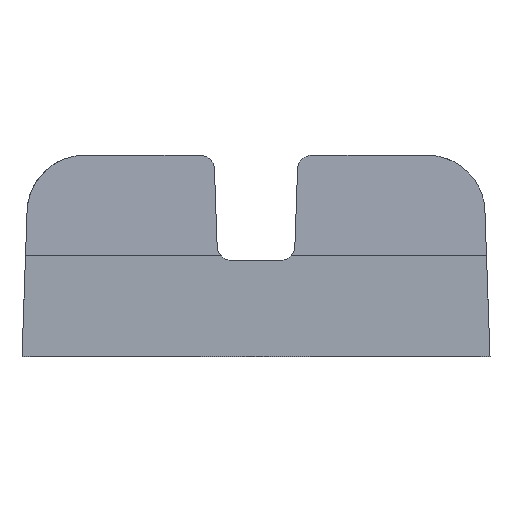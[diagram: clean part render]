
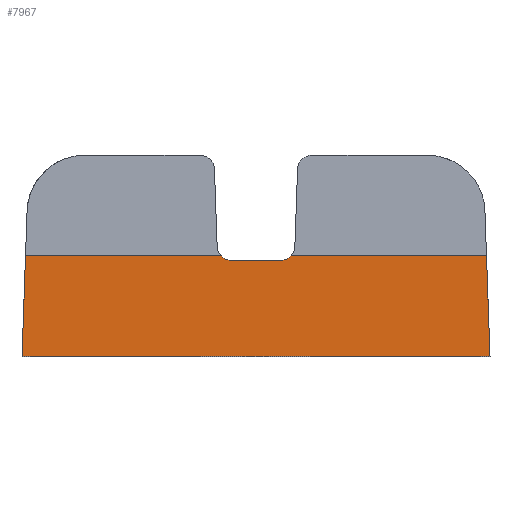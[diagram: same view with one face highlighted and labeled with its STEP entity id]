
A CAD part, top view. The second image highlights one B-rep face of the part: STEP entity #7967.
In plain terms, the highlighted planar face has unit normal (0, 0, 1).
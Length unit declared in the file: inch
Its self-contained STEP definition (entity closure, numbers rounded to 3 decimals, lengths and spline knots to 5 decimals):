
#774 = DIRECTION ( 'NONE',  ( -1., 0., 0. ) ) ;
#2235 = VECTOR ( 'NONE', #2343, 39.37008 ) ;
#2343 = DIRECTION ( 'NONE',  ( 1., 0., 0. ) ) ;
#5567 = ORIENTED_EDGE ( 'NONE', *, *, #60377, .T. ) ;
#6484 = PLANE ( 'NONE',  #47090 ) ;
#7967 = ADVANCED_FACE ( 'NONE', ( #27370 ), #6484, .T. ) ;
#8851 = VECTOR ( 'NONE', #45664, 39.37008 ) ;
#8977 = DIRECTION ( 'NONE',  ( 0., 0., -1. ) ) ;
#10344 = LINE ( 'NONE', #56414, #26317 ) ;
#10985 = LINE ( 'NONE', #11408, #8851 ) ;
#11036 = CARTESIAN_POINT ( 'NONE',  ( 1.50213, 0.655, 0.425 ) ) ;
#11408 = CARTESIAN_POINT ( 'NONE',  ( -1.525, 0., 0.425 ) ) ;
#15369 = CARTESIAN_POINT ( 'NONE',  ( -1.50213, 0.655, 0.425 ) ) ;
#17357 = VECTOR ( 'NONE', #50621, 39.37008 ) ;
#18903 = ORIENTED_EDGE ( 'NONE', *, *, #29556, .T. ) ;
#19556 = AXIS2_PLACEMENT_3D ( 'NONE', #82477, #41585, #774 ) ;
#23371 = VECTOR ( 'NONE', #32428, 39.37008 ) ;
#24360 = EDGE_CURVE ( 'NONE', #87394, #74467, #55643, .T. ) ;
#24555 = CARTESIAN_POINT ( 'NONE',  ( -1.525, 0., 0.425 ) ) ;
#26317 = VECTOR ( 'NONE', #83872, 39.37008 ) ;
#27370 = FACE_OUTER_BOUND ( 'NONE', #69432, .T. ) ;
#27952 = CARTESIAN_POINT ( 'NONE',  ( -0.2286, 0.655, 0.425 ) ) ;
#28093 = EDGE_CURVE ( 'NONE', #76651, #42150, #10344, .T. ) ;
#29556 = EDGE_CURVE ( 'NONE', #31713, #72818, #56594, .T. ) ;
#31713 = VERTEX_POINT ( 'NONE', #24555 ) ;
#32428 = DIRECTION ( 'NONE',  ( -0.035, 0.999, 0. ) ) ;
#32452 = AXIS2_PLACEMENT_3D ( 'NONE', #49823, #8977, #56649 ) ;
#36258 = CARTESIAN_POINT ( 'NONE',  ( 0.16019, 0.625, 0.425 ) ) ;
#39556 = ORIENTED_EDGE ( 'NONE', *, *, #61187, .T. ) ;
#40699 = DIRECTION ( 'NONE',  ( 0., 0., 1. ) ) ;
#41435 = LINE ( 'NONE', #73544, #23371 ) ;
#41585 = DIRECTION ( 'NONE',  ( 0., 0., -1. ) ) ;
#42150 = VERTEX_POINT ( 'NONE', #27952 ) ;
#43078 = ORIENTED_EDGE ( 'NONE', *, *, #76349, .T. ) ;
#43537 = EDGE_CURVE ( 'NONE', #69690, #42150, #57687, .T. ) ;
#45219 = CARTESIAN_POINT ( 'NONE',  ( 1.11712, 0.655, 0.425 ) ) ;
#45664 = DIRECTION ( 'NONE',  ( -0.035, -0.999, 0. ) ) ;
#47090 = AXIS2_PLACEMENT_3D ( 'NONE', #81533, #40699, #88441 ) ;
#49823 = CARTESIAN_POINT ( 'NONE',  ( -0.16019, 0.718, 0.425 ) ) ;
#50398 = ORIENTED_EDGE ( 'NONE', *, *, #43537, .T. ) ;
#50621 = DIRECTION ( 'NONE',  ( -1., 0., 0. ) ) ;
#52083 = DIRECTION ( 'NONE',  ( 1., 0., 0. ) ) ;
#53983 = CARTESIAN_POINT ( 'NONE',  ( 1.525, 0., 0.425 ) ) ;
#54871 = VERTEX_POINT ( 'NONE', #36258 ) ;
#55643 = LINE ( 'NONE', #45219, #87696 ) ;
#56414 = CARTESIAN_POINT ( 'NONE',  ( 1.11712, 0.655, 0.425 ) ) ;
#56594 = LINE ( 'NONE', #83705, #2235 ) ;
#56649 = DIRECTION ( 'NONE',  ( 1., 0., 0. ) ) ;
#56985 = CIRCLE ( 'NONE', #19556, 0.093 ) ;
#57433 = CARTESIAN_POINT ( 'NONE',  ( 0.16019, 0.625, 0.425 ) ) ;
#57687 = CIRCLE ( 'NONE', #32452, 0.093 ) ;
#60377 = EDGE_CURVE ( 'NONE', #76651, #31713, #10985, .T. ) ;
#61187 = EDGE_CURVE ( 'NONE', #87394, #54871, #56985, .T. ) ;
#64355 = CARTESIAN_POINT ( 'NONE',  ( 0.2286, 0.655, 0.425 ) ) ;
#69432 = EDGE_LOOP ( 'NONE', ( #75094, #5567, #18903, #43078, #71430, #39556, #78901, #50398 ) ) ;
#69690 = VERTEX_POINT ( 'NONE', #72959 ) ;
#71430 = ORIENTED_EDGE ( 'NONE', *, *, #24360, .F. ) ;
#71733 = LINE ( 'NONE', #57433, #17357 ) ;
#72818 = VERTEX_POINT ( 'NONE', #53983 ) ;
#72959 = CARTESIAN_POINT ( 'NONE',  ( -0.16019, 0.625, 0.425 ) ) ;
#73544 = CARTESIAN_POINT ( 'NONE',  ( 1.525, 0., 0.425 ) ) ;
#74467 = VERTEX_POINT ( 'NONE', #11036 ) ;
#75094 = ORIENTED_EDGE ( 'NONE', *, *, #28093, .F. ) ;
#76349 = EDGE_CURVE ( 'NONE', #72818, #74467, #41435, .T. ) ;
#76651 = VERTEX_POINT ( 'NONE', #15369 ) ;
#77849 = EDGE_CURVE ( 'NONE', #54871, #69690, #71733, .T. ) ;
#78901 = ORIENTED_EDGE ( 'NONE', *, *, #77849, .T. ) ;
#81533 = CARTESIAN_POINT ( 'NONE',  ( 1.11712, 0.935, 0.425 ) ) ;
#82477 = CARTESIAN_POINT ( 'NONE',  ( 0.16019, 0.718, 0.425 ) ) ;
#83705 = CARTESIAN_POINT ( 'NONE',  ( -1.525, 0., 0.425 ) ) ;
#83872 = DIRECTION ( 'NONE',  ( 1., 0., 0. ) ) ;
#87394 = VERTEX_POINT ( 'NONE', #64355 ) ;
#87696 = VECTOR ( 'NONE', #52083, 39.37008 ) ;
#88441 = DIRECTION ( 'NONE',  ( 1., 0., 0. ) ) ;
